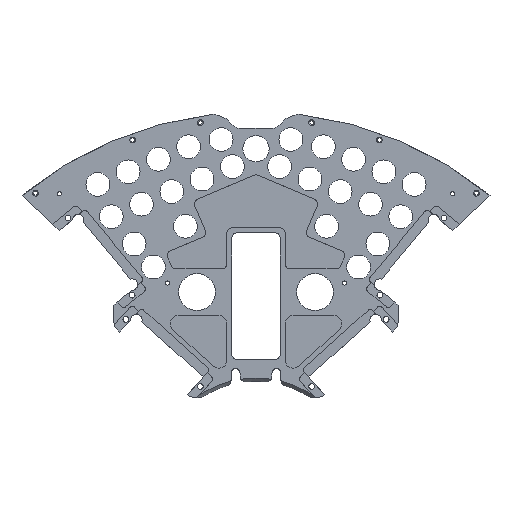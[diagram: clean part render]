
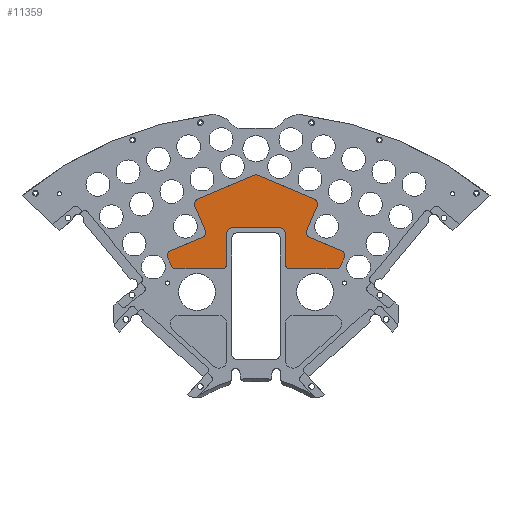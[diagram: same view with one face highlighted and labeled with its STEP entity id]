
A CAD part, top view. The second image highlights one B-rep face of the part: STEP entity #11359.
In plain terms, the highlighted planar face has unit normal (0, 0, 1).
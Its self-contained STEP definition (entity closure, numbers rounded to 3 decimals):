
#4139=DIRECTION('',(-0.92,-0.391,0.));
#4140=VECTOR('',#4139,37.276);
#4141=CARTESIAN_POINT('',(-1.242,186.229,-4.35));
#4142=LINE('',#4141,#4140);
#4143=CARTESIAN_POINT('',(0.,183.307,-4.35));
#4144=DIRECTION('',(0.,0.,1.));
#4145=DIRECTION('',(0.391,0.92,0.));
#4146=AXIS2_PLACEMENT_3D('',#4143,#4144,#4145);
#4148=DIRECTION('',(-0.92,0.391,0.));
#4149=VECTOR('',#4148,37.276);
#4150=CARTESIAN_POINT('',(35.547,171.646,-4.35));
#4151=LINE('',#4150,#4149);
#4152=CARTESIAN_POINT('',(34.305,168.724,-4.35));
#4153=DIRECTION('',(0.,0.,1.));
#4154=DIRECTION('',(0.92,-0.391,0.));
#4155=AXIS2_PLACEMENT_3D('',#4152,#4153,#4154);
#4157=DIRECTION('',(0.391,0.92,0.));
#4158=VECTOR('',#4157,16.103);
#4159=CARTESIAN_POINT('',(30.927,152.662,-4.35));
#4160=LINE('',#4159,#4158);
#4161=CARTESIAN_POINT('',(33.849,151.42,-4.35));
#4162=DIRECTION('',(0.,0.,-1.));
#4163=DIRECTION('',(-0.391,-0.92,0.));
#4164=AXIS2_PLACEMENT_3D('',#4161,#4162,#4163);
#4166=DIRECTION('',(-0.92,0.391,0.));
#4167=VECTOR('',#4166,21.315);
#4168=CARTESIAN_POINT('',(52.223,140.159,-4.35));
#4169=LINE('',#4168,#4167);
#4170=CARTESIAN_POINT('',(50.981,137.237,-4.35));
#4171=DIRECTION('',(0.,0.,1.));
#4172=DIRECTION('',(0.92,-0.391,0.));
#4173=AXIS2_PLACEMENT_3D('',#4170,#4171,#4172);
#4175=DIRECTION('',(0.391,0.92,0.));
#4176=VECTOR('',#4175,5.229);
#4177=CARTESIAN_POINT('',(51.857,131.183,-4.35));
#4178=LINE('',#4177,#4176);
#4179=CARTESIAN_POINT('',(48.935,132.425,-4.35));
#4180=DIRECTION('',(0.,0.,1.));
#4181=DIRECTION('',(0.,-1.,0.));
#4182=AXIS2_PLACEMENT_3D('',#4179,#4180,#4181);
#4184=DIRECTION('',(1.,0.,0.));
#4185=VECTOR('',#4184,28.01);
#4186=CARTESIAN_POINT('',(20.925,129.25,-4.35));
#4187=LINE('',#4186,#4185);
#4188=CARTESIAN_POINT('',(20.925,132.425,-4.35));
#4189=DIRECTION('',(0.,0.,1.));
#4190=DIRECTION('',(-1.,0.,0.));
#4191=AXIS2_PLACEMENT_3D('',#4188,#4189,#4190);
#4193=DIRECTION('',(0.,-1.,0.));
#4194=VECTOR('',#4193,18.6);
#4195=CARTESIAN_POINT('',(17.75,151.025,-4.35));
#4196=LINE('',#4195,#4194);
#4197=CARTESIAN_POINT('',(14.575,151.025,-4.35));
#4198=DIRECTION('',(0.,0.,-1.));
#4199=DIRECTION('',(0.,1.,0.));
#4200=AXIS2_PLACEMENT_3D('',#4197,#4198,#4199);
#4202=DIRECTION('',(1.,0.,0.));
#4203=VECTOR('',#4202,29.15);
#4204=CARTESIAN_POINT('',(-14.575,154.2,-4.35));
#4205=LINE('',#4204,#4203);
#4206=CARTESIAN_POINT('',(-14.575,151.025,-4.35));
#4207=DIRECTION('',(0.,0.,-1.));
#4208=DIRECTION('',(-1.,0.,0.));
#4209=AXIS2_PLACEMENT_3D('',#4206,#4207,#4208);
#4211=DIRECTION('',(0.,1.,0.));
#4212=VECTOR('',#4211,18.6);
#4213=CARTESIAN_POINT('',(-17.75,132.425,-4.35));
#4214=LINE('',#4213,#4212);
#4215=CARTESIAN_POINT('',(-20.925,132.425,-4.35));
#4216=DIRECTION('',(0.,0.,1.));
#4217=DIRECTION('',(0.,-1.,0.));
#4218=AXIS2_PLACEMENT_3D('',#4215,#4216,#4217);
#4220=DIRECTION('',(1.,0.,0.));
#4221=VECTOR('',#4220,28.01);
#4222=CARTESIAN_POINT('',(-48.935,129.25,-4.35));
#4223=LINE('',#4222,#4221);
#4224=CARTESIAN_POINT('',(-48.935,132.425,-4.35));
#4225=DIRECTION('',(0.,0.,1.));
#4226=DIRECTION('',(-0.92,-0.391,0.));
#4227=AXIS2_PLACEMENT_3D('',#4224,#4225,#4226);
#4229=DIRECTION('',(0.391,-0.92,0.));
#4230=VECTOR('',#4229,5.229);
#4231=CARTESIAN_POINT('',(-53.903,135.995,-4.35));
#4232=LINE('',#4231,#4230);
#4233=CARTESIAN_POINT('',(-50.981,137.237,-4.35));
#4234=DIRECTION('',(0.,0.,1.));
#4235=DIRECTION('',(-0.391,0.92,0.));
#4236=AXIS2_PLACEMENT_3D('',#4233,#4234,#4235);
#4238=DIRECTION('',(-0.92,-0.391,0.));
#4239=VECTOR('',#4238,21.315);
#4240=CARTESIAN_POINT('',(-32.607,148.498,-4.35));
#4241=LINE('',#4240,#4239);
#4242=CARTESIAN_POINT('',(-33.849,151.42,-4.35));
#4243=DIRECTION('',(0.,0.,-1.));
#4244=DIRECTION('',(0.92,0.391,0.));
#4245=AXIS2_PLACEMENT_3D('',#4242,#4243,#4244);
#4247=DIRECTION('',(0.391,-0.92,0.));
#4248=VECTOR('',#4247,16.103);
#4249=CARTESIAN_POINT('',(-37.227,167.482,-4.35));
#4250=LINE('',#4249,#4248);
#4251=CARTESIAN_POINT('',(-34.305,168.724,-4.35));
#4252=DIRECTION('',(0.,0.,1.));
#4253=DIRECTION('',(-0.391,0.92,0.));
#4254=AXIS2_PLACEMENT_3D('',#4251,#4252,#4253);
#4846=CARTESIAN_POINT('',(-1.242,186.229,-4.35));
#4847=CARTESIAN_POINT('',(-35.547,171.646,-4.35));
#4848=VERTEX_POINT('',#4846);
#4849=VERTEX_POINT('',#4847);
#4850=CARTESIAN_POINT('',(-37.227,167.482,-4.35));
#4851=VERTEX_POINT('',#4850);
#4852=CARTESIAN_POINT('',(-30.927,152.662,-4.35));
#4853=VERTEX_POINT('',#4852);
#4854=CARTESIAN_POINT('',(-32.607,148.498,-4.35));
#4855=VERTEX_POINT('',#4854);
#4856=CARTESIAN_POINT('',(-52.223,140.159,-4.35));
#4857=VERTEX_POINT('',#4856);
#4858=CARTESIAN_POINT('',(-53.903,135.995,-4.35));
#4859=VERTEX_POINT('',#4858);
#4860=CARTESIAN_POINT('',(-51.857,131.183,-4.35));
#4861=VERTEX_POINT('',#4860);
#4862=CARTESIAN_POINT('',(-48.935,129.25,-4.35));
#4863=VERTEX_POINT('',#4862);
#4864=CARTESIAN_POINT('',(-20.925,129.25,-4.35));
#4865=VERTEX_POINT('',#4864);
#4866=CARTESIAN_POINT('',(-17.75,132.425,-4.35));
#4867=VERTEX_POINT('',#4866);
#4868=CARTESIAN_POINT('',(-17.75,151.025,-4.35));
#4869=VERTEX_POINT('',#4868);
#4870=CARTESIAN_POINT('',(-14.575,154.2,-4.35));
#4871=VERTEX_POINT('',#4870);
#4872=CARTESIAN_POINT('',(14.575,154.2,-4.35));
#4873=VERTEX_POINT('',#4872);
#4874=CARTESIAN_POINT('',(17.75,151.025,-4.35));
#4875=VERTEX_POINT('',#4874);
#4876=CARTESIAN_POINT('',(17.75,132.425,-4.35));
#4877=VERTEX_POINT('',#4876);
#4878=CARTESIAN_POINT('',(20.925,129.25,-4.35));
#4879=VERTEX_POINT('',#4878);
#4880=CARTESIAN_POINT('',(48.935,129.25,-4.35));
#4881=VERTEX_POINT('',#4880);
#4882=CARTESIAN_POINT('',(51.857,131.183,-4.35));
#4883=VERTEX_POINT('',#4882);
#4884=CARTESIAN_POINT('',(53.903,135.995,-4.35));
#4885=VERTEX_POINT('',#4884);
#4886=CARTESIAN_POINT('',(52.223,140.159,-4.35));
#4887=VERTEX_POINT('',#4886);
#4888=CARTESIAN_POINT('',(32.607,148.498,-4.35));
#4889=VERTEX_POINT('',#4888);
#4890=CARTESIAN_POINT('',(30.927,152.662,-4.35));
#4891=VERTEX_POINT('',#4890);
#4892=CARTESIAN_POINT('',(37.227,167.482,-4.35));
#4893=VERTEX_POINT('',#4892);
#4894=CARTESIAN_POINT('',(35.547,171.646,-4.35));
#4895=VERTEX_POINT('',#4894);
#4896=CARTESIAN_POINT('',(1.242,186.229,-4.35));
#4897=VERTEX_POINT('',#4896);
#11326=CARTESIAN_POINT('',(0.,0.,-4.35));
#11327=DIRECTION('',(0.,0.,1.));
#11328=DIRECTION('',(1.,0.,0.));
#11329=AXIS2_PLACEMENT_3D('',#11326,#11327,#11328);
#11330=PLANE('',#11329);
#11331=ORIENTED_EDGE('',*,*,#10970,.F.);
#11332=ORIENTED_EDGE('',*,*,#10985,.F.);
#11333=ORIENTED_EDGE('',*,*,#10999,.F.);
#11334=ORIENTED_EDGE('',*,*,#11013,.F.);
#11335=ORIENTED_EDGE('',*,*,#11027,.F.);
#11336=ORIENTED_EDGE('',*,*,#11041,.F.);
#11337=ORIENTED_EDGE('',*,*,#11055,.F.);
#11338=ORIENTED_EDGE('',*,*,#11069,.F.);
#11339=ORIENTED_EDGE('',*,*,#11083,.F.);
#11340=ORIENTED_EDGE('',*,*,#11097,.F.);
#11341=ORIENTED_EDGE('',*,*,#11111,.F.);
#11342=ORIENTED_EDGE('',*,*,#11125,.F.);
#11343=ORIENTED_EDGE('',*,*,#11139,.F.);
#11344=ORIENTED_EDGE('',*,*,#11153,.F.);
#11345=ORIENTED_EDGE('',*,*,#11167,.F.);
#11346=ORIENTED_EDGE('',*,*,#11181,.F.);
#11347=ORIENTED_EDGE('',*,*,#11195,.F.);
#11348=ORIENTED_EDGE('',*,*,#11209,.F.);
#11349=ORIENTED_EDGE('',*,*,#11223,.F.);
#11350=ORIENTED_EDGE('',*,*,#11237,.F.);
#11351=ORIENTED_EDGE('',*,*,#11251,.F.);
#11352=ORIENTED_EDGE('',*,*,#11265,.F.);
#11353=ORIENTED_EDGE('',*,*,#11279,.F.);
#11354=ORIENTED_EDGE('',*,*,#11293,.F.);
#11355=ORIENTED_EDGE('',*,*,#11307,.F.);
#11356=ORIENTED_EDGE('',*,*,#11320,.F.);
#11357=EDGE_LOOP('',(#11331,#11332,#11333,#11334,#11335,#11336,#11337,#11338,
#11339,#11340,#11341,#11342,#11343,#11344,#11345,#11346,#11347,#11348,#11349,
#11350,#11351,#11352,#11353,#11354,#11355,#11356));
#11358=FACE_OUTER_BOUND('',#11357,.F.);
#11359=ADVANCED_FACE('',(#11358),#11330,.T.);
#4147=CIRCLE('',#4146,3.175);
#4156=CIRCLE('',#4155,3.175);
#4165=CIRCLE('',#4164,3.175);
#4174=CIRCLE('',#4173,3.175);
#4183=CIRCLE('',#4182,3.175);
#4192=CIRCLE('',#4191,3.175);
#4201=CIRCLE('',#4200,3.175);
#4210=CIRCLE('',#4209,3.175);
#4219=CIRCLE('',#4218,3.175);
#4228=CIRCLE('',#4227,3.175);
#4237=CIRCLE('',#4236,3.175);
#4246=CIRCLE('',#4245,3.175);
#4255=CIRCLE('',#4254,3.175);
#10970=EDGE_CURVE('',#4848,#4849,#4142,.T.);
#10985=EDGE_CURVE('',#4897,#4848,#4147,.T.);
#10999=EDGE_CURVE('',#4895,#4897,#4151,.T.);
#11013=EDGE_CURVE('',#4893,#4895,#4156,.T.);
#11027=EDGE_CURVE('',#4891,#4893,#4160,.T.);
#11041=EDGE_CURVE('',#4889,#4891,#4165,.T.);
#11055=EDGE_CURVE('',#4887,#4889,#4169,.T.);
#11069=EDGE_CURVE('',#4885,#4887,#4174,.T.);
#11083=EDGE_CURVE('',#4883,#4885,#4178,.T.);
#11097=EDGE_CURVE('',#4881,#4883,#4183,.T.);
#11111=EDGE_CURVE('',#4879,#4881,#4187,.T.);
#11125=EDGE_CURVE('',#4877,#4879,#4192,.T.);
#11139=EDGE_CURVE('',#4875,#4877,#4196,.T.);
#11153=EDGE_CURVE('',#4873,#4875,#4201,.T.);
#11167=EDGE_CURVE('',#4871,#4873,#4205,.T.);
#11181=EDGE_CURVE('',#4869,#4871,#4210,.T.);
#11195=EDGE_CURVE('',#4867,#4869,#4214,.T.);
#11209=EDGE_CURVE('',#4865,#4867,#4219,.T.);
#11223=EDGE_CURVE('',#4863,#4865,#4223,.T.);
#11237=EDGE_CURVE('',#4861,#4863,#4228,.T.);
#11251=EDGE_CURVE('',#4859,#4861,#4232,.T.);
#11265=EDGE_CURVE('',#4857,#4859,#4237,.T.);
#11279=EDGE_CURVE('',#4855,#4857,#4241,.T.);
#11293=EDGE_CURVE('',#4853,#4855,#4246,.T.);
#11307=EDGE_CURVE('',#4851,#4853,#4250,.T.);
#11320=EDGE_CURVE('',#4849,#4851,#4255,.T.);
